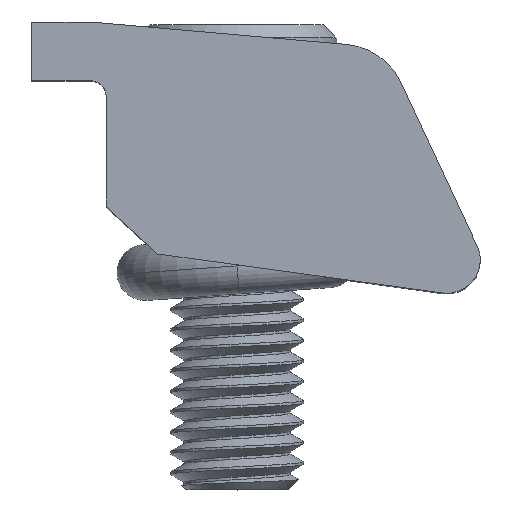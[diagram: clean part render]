
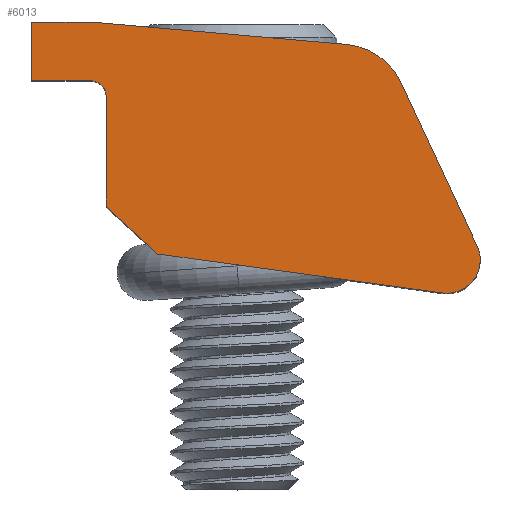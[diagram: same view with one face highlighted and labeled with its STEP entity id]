
A CAD part, top view. The second image highlights one B-rep face of the part: STEP entity #6013.
In plain terms, the highlighted planar face has unit normal (0, 0, 1).
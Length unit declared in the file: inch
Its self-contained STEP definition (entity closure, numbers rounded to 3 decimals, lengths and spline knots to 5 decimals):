
#93 = DIRECTION ( 'NONE',  ( 1., 0., 0. ) ) ;
#245 = DIRECTION ( 'NONE',  ( 0.991, -0.136, 0. ) ) ;
#248 = FACE_OUTER_BOUND ( 'NONE', #6195, .T. ) ;
#300 = LINE ( 'NONE', #6683, #703 ) ;
#558 = EDGE_CURVE ( 'NONE', #5845, #2883, #2051, .T. ) ;
#662 = CARTESIAN_POINT ( 'NONE',  ( 1.5625, -0.89565, 0.75 ) ) ;
#703 = VECTOR ( 'NONE', #6038, 39.37008 ) ;
#760 = ORIENTED_EDGE ( 'NONE', *, *, #558, .T. ) ;
#774 = DIRECTION ( 'NONE',  ( 0.741, -0.672, 0. ) ) ;
#943 = EDGE_CURVE ( 'NONE', #4611, #6494, #3768, .T. ) ;
#1021 = LINE ( 'NONE', #7402, #4561 ) ;
#1043 = LINE ( 'NONE', #1650, #6046 ) ;
#1090 = EDGE_CURVE ( 'NONE', #5261, #3031, #1043, .T. ) ;
#1130 = VERTEX_POINT ( 'NONE', #4815 ) ;
#1177 = DIRECTION ( 'NONE',  ( 0., 0., 1. ) ) ;
#1184 = ORIENTED_EDGE ( 'NONE', *, *, #6173, .T. ) ;
#1295 = ORIENTED_EDGE ( 'NONE', *, *, #2375, .T. ) ;
#1307 = DIRECTION ( 'NONE',  ( 1., 0., 0. ) ) ;
#1392 = CARTESIAN_POINT ( 'NONE',  ( 1.38897, -0.22775, 0.75 ) ) ;
#1404 = CARTESIAN_POINT ( 'NONE',  ( 0.22, 0., 0.75 ) ) ;
#1415 = ORIENTED_EDGE ( 'NONE', *, *, #4487, .T. ) ;
#1429 = CARTESIAN_POINT ( 'NONE',  ( 0.28, -0.84614, 0.75 ) ) ;
#1467 = CARTESIAN_POINT ( 'NONE',  ( 0.28, -0.69614, 0.75 ) ) ;
#1650 = CARTESIAN_POINT ( 'NONE',  ( 1.67579, -0.84283, 0.75 ) ) ;
#1732 = DIRECTION ( 'NONE',  ( -0.423, 0.906, 0. ) ) ;
#1860 = DIRECTION ( 'NONE',  ( 0., -1., 0. ) ) ;
#1899 = VECTOR ( 'NONE', #5878, 39.37008 ) ;
#1913 = ORIENTED_EDGE ( 'NONE', *, *, #1090, .T. ) ;
#2040 = CARTESIAN_POINT ( 'NONE',  ( 1.6875, -0.89565, 0.75 ) ) ;
#2051 = LINE ( 'NONE', #4595, #1899 ) ;
#2135 = AXIS2_PLACEMENT_3D ( 'NONE', #662, #1177, #5568 ) ;
#2204 = ORIENTED_EDGE ( 'NONE', *, *, #3767, .T. ) ;
#2205 = CARTESIAN_POINT ( 'NONE',  ( 0., -0.22, 0.75 ) ) ;
#2244 = DIRECTION ( 'NONE',  ( 1., 0., 0. ) ) ;
#2266 = VECTOR ( 'NONE', #6579, 39.37008 ) ;
#2375 = EDGE_CURVE ( 'NONE', #5264, #4611, #5932, .T. ) ;
#2513 = VERTEX_POINT ( 'NONE', #2205 ) ;
#2659 = VERTEX_POINT ( 'NONE', #6918 ) ;
#2828 = CIRCLE ( 'NONE', #7838, 0.25 ) ;
#2876 = CARTESIAN_POINT ( 'NONE',  ( 1.1624, -0.3334, 0.75 ) ) ;
#2883 = VERTEX_POINT ( 'NONE', #5423 ) ;
#2977 = VERTEX_POINT ( 'NONE', #6972 ) ;
#3031 = VERTEX_POINT ( 'NONE', #1392 ) ;
#3182 = CARTESIAN_POINT ( 'NONE',  ( 0.22, -0.28, 0.75 ) ) ;
#3299 = ORIENTED_EDGE ( 'NONE', *, *, #3999, .T. ) ;
#3606 = EDGE_CURVE ( 'NONE', #2883, #2513, #6904, .T. ) ;
#3654 = CARTESIAN_POINT ( 'NONE',  ( 0., 0., 0.75 ) ) ;
#3767 = EDGE_CURVE ( 'NONE', #2659, #5845, #300, .T. ) ;
#3768 = CIRCLE ( 'NONE', #5366, 0.125 ) ;
#3792 = ORIENTED_EDGE ( 'NONE', *, *, #943, .T. ) ;
#3895 = DIRECTION ( 'NONE',  ( 0., 0., -1. ) ) ;
#3918 = CARTESIAN_POINT ( 'NONE',  ( 1.08311, -1.42435, 0.75 ) ) ;
#3999 = EDGE_CURVE ( 'NONE', #2977, #1130, #6003, .T. ) ;
#4331 = EDGE_CURVE ( 'NONE', #2513, #2977, #4432, .T. ) ;
#4432 = LINE ( 'NONE', #5025, #2266 ) ;
#4487 = EDGE_CURVE ( 'NONE', #6494, #5261, #4806, .T. ) ;
#4561 = VECTOR ( 'NONE', #7444, 39.37008 ) ;
#4576 = CARTESIAN_POINT ( 'NONE',  ( 1.54554, -1.0195, 0.75 ) ) ;
#4595 = CARTESIAN_POINT ( 'NONE',  ( 0., 0., 0.75 ) ) ;
#4611 = VERTEX_POINT ( 'NONE', #4576 ) ;
#4681 = PLANE ( 'NONE',  #7739 ) ;
#4806 = CIRCLE ( 'NONE', #2135, 0.125 ) ;
#4815 = CARTESIAN_POINT ( 'NONE',  ( 0.28, -0.28, 0.75 ) ) ;
#4881 = CARTESIAN_POINT ( 'NONE',  ( 1.5625, -0.89565, 0.75 ) ) ;
#4922 = CARTESIAN_POINT ( 'NONE',  ( 1.67579, -0.84283, 0.75 ) ) ;
#5025 = CARTESIAN_POINT ( 'NONE',  ( 0., -0.22, 0.75 ) ) ;
#5261 = VERTEX_POINT ( 'NONE', #4922 ) ;
#5264 = VERTEX_POINT ( 'NONE', #6846 ) ;
#5366 = AXIS2_PLACEMENT_3D ( 'NONE', #7597, #7679, #1307 ) ;
#5423 = CARTESIAN_POINT ( 'NONE',  ( 0., 0., 0.75 ) ) ;
#5568 = DIRECTION ( 'NONE',  ( 1., 0., 0. ) ) ;
#5585 = DIRECTION ( 'NONE',  ( 0., 0., 1. ) ) ;
#5652 = VECTOR ( 'NONE', #245, 39.37008 ) ;
#5700 = EDGE_CURVE ( 'NONE', #6901, #5264, #7981, .T. ) ;
#5766 = VECTOR ( 'NONE', #774, 39.37008 ) ;
#5845 = VERTEX_POINT ( 'NONE', #1404 ) ;
#5878 = DIRECTION ( 'NONE',  ( -1., 0., 0. ) ) ;
#5932 = LINE ( 'NONE', #1429, #5652 ) ;
#6003 = CIRCLE ( 'NONE', #7567, 0.06 ) ;
#6013 = ADVANCED_FACE ( 'NONE', ( #248 ), #4681, .T. ) ;
#6038 = DIRECTION ( 'NONE',  ( -0.996, 0.087, 0. ) ) ;
#6046 = VECTOR ( 'NONE', #1732, 39.37008 ) ;
#6173 = EDGE_CURVE ( 'NONE', #3031, #2659, #2828, .T. ) ;
#6195 = EDGE_LOOP ( 'NONE', ( #7549, #3299, #6467, #7148, #1295, #3792, #1415, #1913, #1184, #2204, #760, #6955 ) ) ;
#6219 = EDGE_CURVE ( 'NONE', #1130, #6901, #1021, .T. ) ;
#6467 = ORIENTED_EDGE ( 'NONE', *, *, #6219, .T. ) ;
#6494 = VERTEX_POINT ( 'NONE', #2040 ) ;
#6579 = DIRECTION ( 'NONE',  ( 1., 0., 0. ) ) ;
#6683 = CARTESIAN_POINT ( 'NONE',  ( 0.22, 0., 0.75 ) ) ;
#6846 = CARTESIAN_POINT ( 'NONE',  ( 0.47487, -0.87283, 0.75 ) ) ;
#6901 = VERTEX_POINT ( 'NONE', #1467 ) ;
#6904 = LINE ( 'NONE', #3654, #7573 ) ;
#6918 = CARTESIAN_POINT ( 'NONE',  ( 1.18419, -0.08436, 0.75 ) ) ;
#6955 = ORIENTED_EDGE ( 'NONE', *, *, #3606, .T. ) ;
#6972 = CARTESIAN_POINT ( 'NONE',  ( 0.22, -0.22, 0.75 ) ) ;
#7148 = ORIENTED_EDGE ( 'NONE', *, *, #5700, .T. ) ;
#7402 = CARTESIAN_POINT ( 'NONE',  ( 0.28, -0.22, 0.75 ) ) ;
#7444 = DIRECTION ( 'NONE',  ( 0., -1., 0. ) ) ;
#7454 = DIRECTION ( 'NONE',  ( 1., 0., 0. ) ) ;
#7549 = ORIENTED_EDGE ( 'NONE', *, *, #4331, .T. ) ;
#7567 = AXIS2_PLACEMENT_3D ( 'NONE', #3182, #3895, #93 ) ;
#7573 = VECTOR ( 'NONE', #1860, 39.37008 ) ;
#7597 = CARTESIAN_POINT ( 'NONE',  ( 1.5625, -0.89565, 0.75 ) ) ;
#7679 = DIRECTION ( 'NONE',  ( 0., 0., 1. ) ) ;
#7739 = AXIS2_PLACEMENT_3D ( 'NONE', #4881, #5585, #7454 ) ;
#7838 = AXIS2_PLACEMENT_3D ( 'NONE', #2876, #7925, #2244 ) ;
#7925 = DIRECTION ( 'NONE',  ( 0., 0., 1. ) ) ;
#7981 = LINE ( 'NONE', #3918, #5766 ) ;
